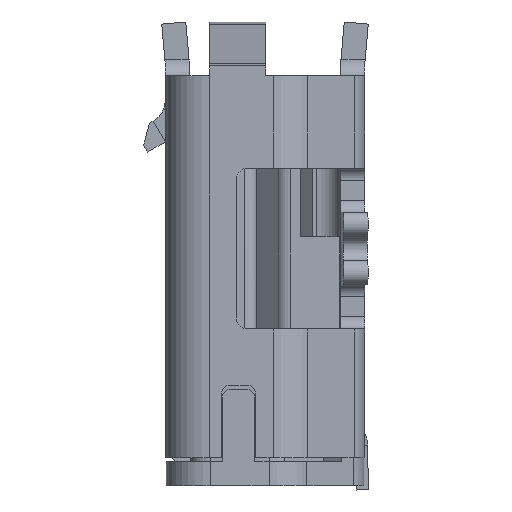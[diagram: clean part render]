
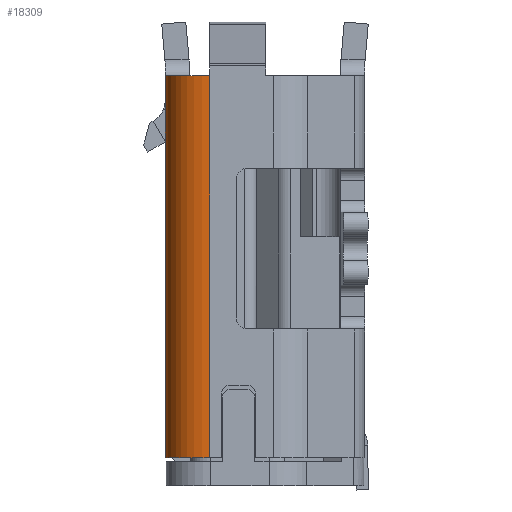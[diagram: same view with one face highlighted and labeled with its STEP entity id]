
A CAD part, left-side view. The second image highlights one B-rep face of the part: STEP entity #18309.
In plain terms, the highlighted cylindrical face has radius 0.55 mm (diameter 1.1 mm), a partial arc.
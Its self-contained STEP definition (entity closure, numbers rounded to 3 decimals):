
#3892=DIRECTION('',(0.,0.,-1.));
#3893=VECTOR('',#3892,1.2);
#3894=CARTESIAN_POINT('',(-3.2,1.24,4.8));
#3895=LINE('',#3894,#3893);
#3896=CARTESIAN_POINT('',(-3.2,0.69,4.8));
#3897=DIRECTION('',(0.,0.,-1.));
#3898=DIRECTION('',(-1.,0.,0.));
#3899=AXIS2_PLACEMENT_3D('',#3896,#3897,#3898);
#3901=DIRECTION('',(0.,0.,-1.));
#3902=VECTOR('',#3901,4.75);
#3903=CARTESIAN_POINT('',(-3.75,0.69,4.8));
#3904=LINE('',#3903,#3902);
#3905=CARTESIAN_POINT('',(-3.2,0.69,0.05));
#3906=DIRECTION('',(0.,0.,-1.));
#3907=DIRECTION('',(-1.,0.,0.));
#3908=AXIS2_PLACEMENT_3D('',#3905,#3906,#3907);
#3910=DIRECTION('',(0.,0.,-1.));
#3911=VECTOR('',#3910,3.55);
#3912=CARTESIAN_POINT('',(-3.2,1.24,3.6));
#3913=LINE('',#3912,#3911);
#10711=CARTESIAN_POINT('',(-3.75,0.69,0.05));
#10712=CARTESIAN_POINT('',(-3.2,1.24,0.05));
#10713=VERTEX_POINT('',#10711);
#10714=VERTEX_POINT('',#10712);
#10715=CARTESIAN_POINT('',(-3.75,0.69,4.8));
#10716=CARTESIAN_POINT('',(-3.2,1.24,4.8));
#10717=VERTEX_POINT('',#10715);
#10718=VERTEX_POINT('',#10716);
#11082=CARTESIAN_POINT('',(-3.2,1.24,3.6));
#11084=VERTEX_POINT('',#11082);
#18295=CARTESIAN_POINT('',(-3.2,0.69,4.8));
#18296=DIRECTION('',(0.,0.,-1.));
#18297=DIRECTION('',(-1.,0.,0.));
#18298=AXIS2_PLACEMENT_3D('',#18295,#18296,#18297);
#18299=CYLINDRICAL_SURFACE('',#18298,0.55);
#18300=ORIENTED_EDGE('',*,*,#13867,.F.);
#18302=ORIENTED_EDGE('',*,*,#18301,.F.);
#18304=ORIENTED_EDGE('',*,*,#18303,.T.);
#18305=ORIENTED_EDGE('',*,*,#18285,.T.);
#18306=ORIENTED_EDGE('',*,*,#13911,.F.);
#18307=EDGE_LOOP('',(#18300,#18302,#18304,#18305,#18306));
#18308=FACE_OUTER_BOUND('',#18307,.F.);
#3900=CIRCLE('',#3899,0.55);
#3909=CIRCLE('',#3908,0.55);
#13867=EDGE_CURVE('',#10718,#11084,#3895,.T.);
#13911=EDGE_CURVE('',#11084,#10714,#3913,.T.);
#18285=EDGE_CURVE('',#10713,#10714,#3909,.T.);
#18301=EDGE_CURVE('',#10717,#10718,#3900,.T.);
#18303=EDGE_CURVE('',#10717,#10713,#3904,.T.);
#18309=ADVANCED_FACE('',(#18308),#18299,.T.);
